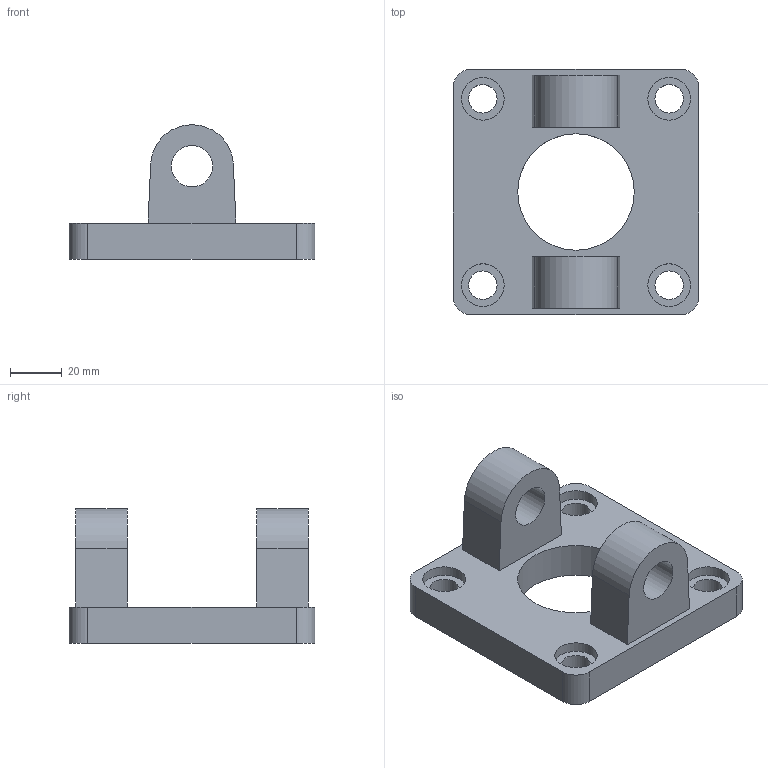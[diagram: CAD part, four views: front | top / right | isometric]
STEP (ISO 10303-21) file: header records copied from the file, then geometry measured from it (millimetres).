
FILE_DESCRIPTION((''),'2;1');
FILE_NAME('1380.80.08F.stp','2006-07-11T14:40:59',('rivolro1'),(''),'Autodesk Inventor 11','Autodesk Inventor 11','');
FILE_SCHEMA(('AUTOMOTIVE_DESIGN { 1 0 10303 214 1 1 1 1 }'));
Length unit declared in the file: millimetre
Products named in the file (1): 1380.80.08F
Bounding box: 95 x 95 x 52 mm (x, y, z)
Volume: 133311.1 mm3; surface area: 31486.1 mm2
Topology: 1 solids, 1 shells, 35 faces, 81 edges, 54 vertices
Faces by surface type: bspline 15, plane 14, cylinder 6
Entity records: 1148 total; most frequent: CARTESIAN_POINT 359, DIRECTION 146, ORIENTED_EDGE 140, EDGE_CURVE 70, EDGE_LOOP 66, AXIS2_PLACEMENT_3D 55, VERTEX_POINT 54, VECTOR 36
